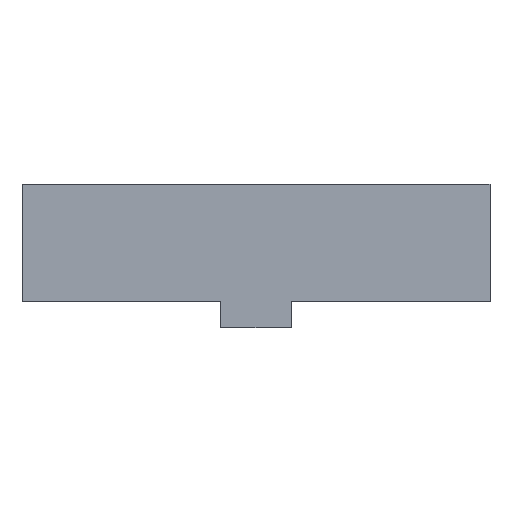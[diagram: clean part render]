
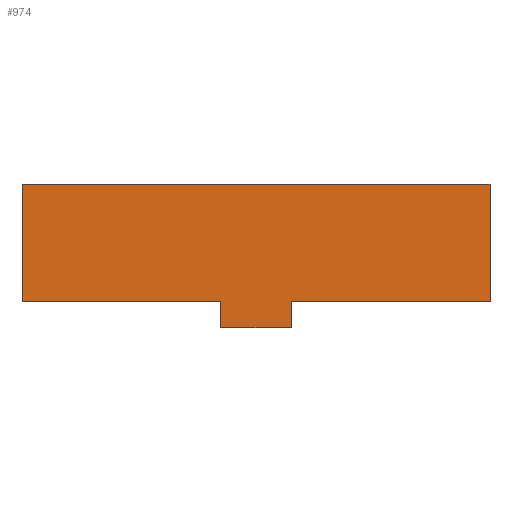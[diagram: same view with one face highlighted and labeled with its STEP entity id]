
A CAD part, left-side view. The second image highlights one B-rep face of the part: STEP entity #974.
In plain terms, the highlighted planar face has unit normal (-1, 0, 0).
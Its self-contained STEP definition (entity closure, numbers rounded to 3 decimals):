
#12 = PLANE ( 'NONE',  #737 ) ;
#17 = DIRECTION ( 'NONE',  ( 0., 0., 1. ) ) ;
#20 = CARTESIAN_POINT ( 'NONE',  ( -194.583, -100., 50. ) ) ;
#31 = ORIENTED_EDGE ( 'NONE', *, *, #457, .T. ) ;
#33 = VERTEX_POINT ( 'NONE', #740 ) ;
#42 = DIRECTION ( 'NONE',  ( 0., -1., 0. ) ) ;
#69 = DIRECTION ( 'NONE',  ( 0., 1., 0. ) ) ;
#83 = VERTEX_POINT ( 'NONE', #956 ) ;
#91 = CARTESIAN_POINT ( 'NONE',  ( -194.583, -15., -11.5 ) ) ;
#108 = VECTOR ( 'NONE', #803, 1000. ) ;
#116 = EDGE_CURVE ( 'NONE', #83, #916, #993, .T. ) ;
#125 = VECTOR ( 'NONE', #678, 1000. ) ;
#136 = VECTOR ( 'NONE', #437, 1000. ) ;
#174 = VECTOR ( 'NONE', #563, 1000. ) ;
#175 = LINE ( 'NONE', #91, #389 ) ;
#222 = LINE ( 'NONE', #570, #174 ) ;
#224 = CARTESIAN_POINT ( 'NONE',  ( -194.583, -100., 0. ) ) ;
#252 = EDGE_CURVE ( 'NONE', #316, #33, #328, .T. ) ;
#272 = CARTESIAN_POINT ( 'NONE',  ( -194.583, 15., 0. ) ) ;
#274 = CARTESIAN_POINT ( 'NONE',  ( -194.583, 15., -11.5 ) ) ;
#281 = ORIENTED_EDGE ( 'NONE', *, *, #116, .F. ) ;
#292 = EDGE_CURVE ( 'NONE', #83, #467, #175, .T. ) ;
#297 = LINE ( 'NONE', #704, #626 ) ;
#316 = VERTEX_POINT ( 'NONE', #20 ) ;
#320 = ORIENTED_EDGE ( 'NONE', *, *, #632, .F. ) ;
#328 = LINE ( 'NONE', #972, #125 ) ;
#336 = VERTEX_POINT ( 'NONE', #767 ) ;
#367 = VERTEX_POINT ( 'NONE', #990 ) ;
#389 = VECTOR ( 'NONE', #17, 1000. ) ;
#410 = DIRECTION ( 'NONE',  ( 0., 0., -1. ) ) ;
#433 = LINE ( 'NONE', #645, #108 ) ;
#437 = DIRECTION ( 'NONE',  ( 0., 0., 1. ) ) ;
#457 = EDGE_CURVE ( 'NONE', #467, #33, #222, .T. ) ;
#467 = VERTEX_POINT ( 'NONE', #658 ) ;
#534 = ORIENTED_EDGE ( 'NONE', *, *, #653, .F. ) ;
#556 = VECTOR ( 'NONE', #880, 1000. ) ;
#563 = DIRECTION ( 'NONE',  ( 0., -1., 0. ) ) ;
#570 = CARTESIAN_POINT ( 'NONE',  ( -194.583, -100., 0. ) ) ;
#574 = ORIENTED_EDGE ( 'NONE', *, *, #292, .T. ) ;
#626 = VECTOR ( 'NONE', #42, 1000. ) ;
#632 = EDGE_CURVE ( 'NONE', #367, #316, #297, .T. ) ;
#645 = CARTESIAN_POINT ( 'NONE',  ( -194.583, 100., 50. ) ) ;
#653 = EDGE_CURVE ( 'NONE', #916, #714, #719, .T. ) ;
#655 = ORIENTED_EDGE ( 'NONE', *, *, #1020, .T. ) ;
#658 = CARTESIAN_POINT ( 'NONE',  ( -194.583, -15., 0. ) ) ;
#674 = ORIENTED_EDGE ( 'NONE', *, *, #252, .F. ) ;
#678 = DIRECTION ( 'NONE',  ( 0., 0., -1. ) ) ;
#704 = CARTESIAN_POINT ( 'NONE',  ( -194.583, -100., 50. ) ) ;
#714 = VERTEX_POINT ( 'NONE', #272 ) ;
#719 = LINE ( 'NONE', #274, #136 ) ;
#737 = AXIS2_PLACEMENT_3D ( 'NONE', #827, #752, #410 ) ;
#740 = CARTESIAN_POINT ( 'NONE',  ( -194.583, -100., 0. ) ) ;
#750 = FACE_OUTER_BOUND ( 'NONE', #792, .T. ) ;
#752 = DIRECTION ( 'NONE',  ( 1., 0., 0. ) ) ;
#767 = CARTESIAN_POINT ( 'NONE',  ( -194.583, 100., 0. ) ) ;
#784 = VECTOR ( 'NONE', #69, 1000. ) ;
#792 = EDGE_LOOP ( 'NONE', ( #655, #534, #281, #574, #31, #674, #320, #959 ) ) ;
#803 = DIRECTION ( 'NONE',  ( 0., 0., -1. ) ) ;
#827 = CARTESIAN_POINT ( 'NONE',  ( -194.583, -100., 50. ) ) ;
#880 = DIRECTION ( 'NONE',  ( 0., -1., 0. ) ) ;
#916 = VERTEX_POINT ( 'NONE', #960 ) ;
#932 = EDGE_CURVE ( 'NONE', #367, #336, #433, .T. ) ;
#956 = CARTESIAN_POINT ( 'NONE',  ( -194.583, -15., -11.5 ) ) ;
#959 = ORIENTED_EDGE ( 'NONE', *, *, #932, .T. ) ;
#960 = CARTESIAN_POINT ( 'NONE',  ( -194.583, 15., -11.5 ) ) ;
#972 = CARTESIAN_POINT ( 'NONE',  ( -194.583, -100., 50. ) ) ;
#974 = ADVANCED_FACE ( 'NONE', ( #750 ), #12, .F. ) ;
#990 = CARTESIAN_POINT ( 'NONE',  ( -194.583, 100., 50. ) ) ;
#993 = LINE ( 'NONE', #1036, #784 ) ;
#994 = LINE ( 'NONE', #224, #556 ) ;
#1020 = EDGE_CURVE ( 'NONE', #336, #714, #994, .T. ) ;
#1036 = CARTESIAN_POINT ( 'NONE',  ( -194.583, 15., -11.5 ) ) ;
